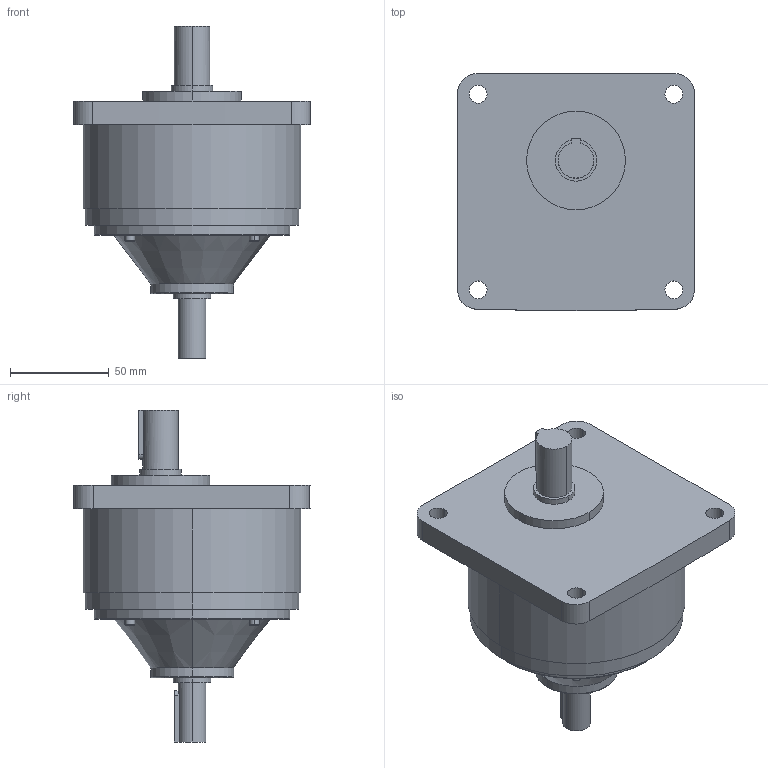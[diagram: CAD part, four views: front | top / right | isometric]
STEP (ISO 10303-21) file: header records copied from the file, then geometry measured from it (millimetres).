
FILE_DESCRIPTION (( 'STEP AP214' ), '1' );
FILE_NAME ('STP_18_100W 1罕8HP_B楊擘_VO梓袧_1.step', '2021-12-06T09:14:45', ( 'IT Division' ), ( 'IT' ), 'SwSTEP 2.0', 'SolidWorks 2016', '' );
FILE_SCHEMA (( 'AUTOMOTIVE_DESIGN' ));
Length unit declared in the file: millimetre
Products named in the file (1): STP_18_100W 1罕8HP_B楊擘_VO梓袧_1
Bounding box: 120 x 119.92 x 168 mm (x, y, z)
Volume: 791736.9 mm3; surface area: 61587.7 mm2
Topology: 1 solids, 1 shells, 109 faces, 255 edges, 165 vertices
Faces by surface type: plane 52, cylinder 43, torus 12, cone 2
Entity records: 3517 total; most frequent: CARTESIAN_POINT 592, DIRECTION 580, ORIENTED_EDGE 510, EDGE_CURVE 255, AXIS2_PLACEMENT_3D 219, VERTEX_POINT 165, LINE 142, VECTOR 142
